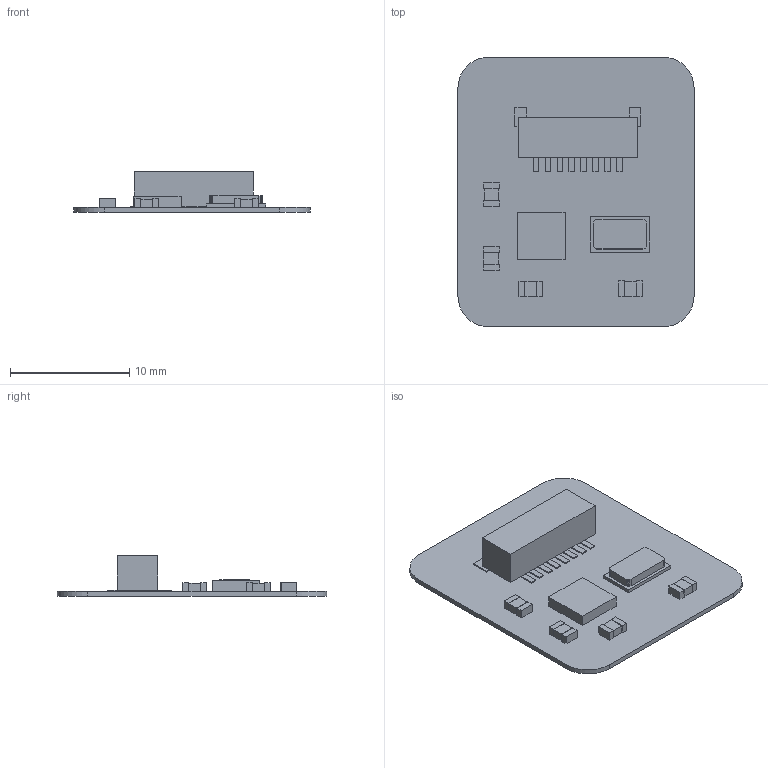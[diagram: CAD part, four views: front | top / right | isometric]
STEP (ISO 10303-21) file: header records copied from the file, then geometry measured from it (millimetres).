
FILE_DESCRIPTION(('Open CASCADE Model'),'2;1');
FILE_NAME('Open CASCADE Shape Model','2021-06-17T15:43:10',('Author'),( 'Open CASCADE'),'Open CASCADE STEP processor 6.8','Open CASCADE 6.8' ,'Unknown');
FILE_SCHEMA(('AUTOMOTIVE_DESIGN { 1 0 10303 214 1 1 1 1 }'));
Length unit declared in the file: millimetre
Products named in the file (20): PCB; Board; Open CASCADE STEP translator 6.8 1.1.1; MS5611; 5979438096; Extruded; 6683111968; MPU; 6755637392; flight_controller; 6670428912; Body; Pins; C4; condensateur_cms_0805; C3; C2; C1
Assembly tree (22 placements, depth 4):
  PCB
    Board
      Open CASCADE STEP translator 6.8 1.1.1
    MS5611
      5979438096
        Extruded
      6683111968
        Extruded
    MPU
      6755637392
        Extruded
    flight_controller
      6670428912
        Body
        Pins
    C4
      condensateur_cms_0805
    C3
      condensateur_cms_0805
    C2
      condensateur_cms_0805
    C1
      condensateur_cms_0805
Bounding box: 19.81 x 22.61 x 3.41 mm (x, y, z)
Volume: 316.3 mm3; surface area: 1238.7 mm2
Topology: 19 solids, 19 shells, 174 faces, 384 edges, 256 vertices
Faces by surface type: plane 170, cylinder 4
Entity records: 3918 total; most frequent: CARTESIAN_POINT 609, DIRECTION 582, ORIENTED_EDGE 552, EDGE_CURVE 276, LINE 268, VECTOR 268, VERTEX_POINT 184, AXIS2_PLACEMENT_3D 157
